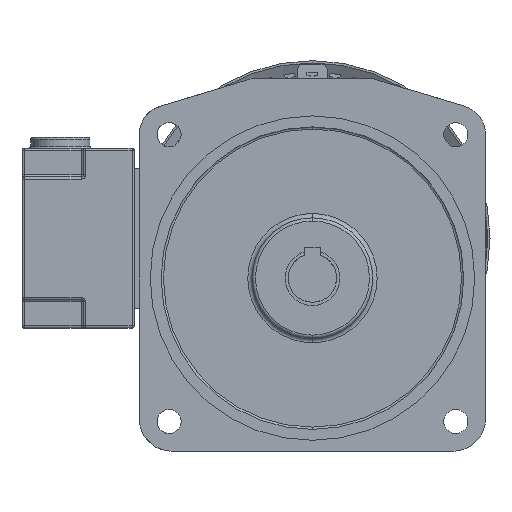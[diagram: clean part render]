
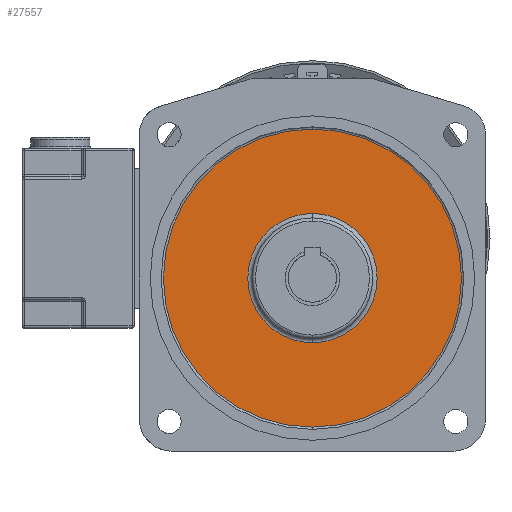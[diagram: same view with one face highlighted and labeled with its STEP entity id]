
A CAD part, front view. The second image highlights one B-rep face of the part: STEP entity #27557.
In plain terms, the highlighted planar face has unit normal (0, -1, 0).
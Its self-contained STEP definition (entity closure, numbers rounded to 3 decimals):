
#1631 = VERTEX_POINT ( 'NONE', #16693 ) ;
#1732 = DIRECTION ( 'NONE',  ( 0., -1., 0. ) ) ;
#2090 = PLANE ( 'NONE',  #13305 ) ;
#2461 = EDGE_CURVE ( 'NONE', #1631, #30299, #22370, .T. ) ;
#3192 = EDGE_CURVE ( 'NONE', #25467, #11079, #17905, .T. ) ;
#3511 = EDGE_LOOP ( 'NONE', ( #16925, #9507 ) ) ;
#3687 = DIRECTION ( 'NONE',  ( 0., 1., 0. ) ) ;
#4639 = DIRECTION ( 'NONE',  ( 0., -1., 0. ) ) ;
#6077 = ORIENTED_EDGE ( 'NONE', *, *, #10200, .F. ) ;
#6667 = CARTESIAN_POINT ( 'NONE',  ( 0., 2., -18.17 ) ) ;
#6748 = DIRECTION ( 'NONE',  ( 0., 0., -1. ) ) ;
#7726 = DIRECTION ( 'NONE',  ( 0., 0., -1. ) ) ;
#8216 = ORIENTED_EDGE ( 'NONE', *, *, #2461, .F. ) ;
#8769 = DIRECTION ( 'NONE',  ( 0., 1., 0. ) ) ;
#9180 = CARTESIAN_POINT ( 'NONE',  ( 0., 2., -18.17 ) ) ;
#9420 = AXIS2_PLACEMENT_3D ( 'NONE', #6667, #4639, #26006 ) ;
#9507 = ORIENTED_EDGE ( 'NONE', *, *, #3192, .F. ) ;
#10200 = EDGE_CURVE ( 'NONE', #30299, #1631, #21296, .T. ) ;
#10486 = CARTESIAN_POINT ( 'NONE',  ( 0., 2., -47.67 ) ) ;
#10878 = EDGE_LOOP ( 'NONE', ( #6077, #8216 ) ) ;
#11079 = VERTEX_POINT ( 'NONE', #23777 ) ;
#13305 = AXIS2_PLACEMENT_3D ( 'NONE', #22978, #30610, #6748 ) ;
#13399 = DIRECTION ( 'NONE',  ( 0., 0., -1. ) ) ;
#13631 = CIRCLE ( 'NONE', #18122, 68. ) ;
#16102 = FACE_BOUND ( 'NONE', #10878, .T. ) ;
#16693 = CARTESIAN_POINT ( 'NONE',  ( 0., 2., 11.33 ) ) ;
#16925 = ORIENTED_EDGE ( 'NONE', *, *, #24266, .F. ) ;
#17905 = CIRCLE ( 'NONE', #29355, 68. ) ;
#18122 = AXIS2_PLACEMENT_3D ( 'NONE', #29566, #3687, #7726 ) ;
#19735 = CARTESIAN_POINT ( 'NONE',  ( 0., 2., 49.83 ) ) ;
#19790 = AXIS2_PLACEMENT_3D ( 'NONE', #9180, #1732, #13399 ) ;
#21296 = CIRCLE ( 'NONE', #19790, 29.5 ) ;
#22370 = CIRCLE ( 'NONE', #9420, 29.5 ) ;
#22978 = CARTESIAN_POINT ( 'NONE',  ( 0., 2., 0. ) ) ;
#23777 = CARTESIAN_POINT ( 'NONE',  ( 0., 2., -86.17 ) ) ;
#24266 = EDGE_CURVE ( 'NONE', #11079, #25467, #13631, .T. ) ;
#25467 = VERTEX_POINT ( 'NONE', #19735 ) ;
#25774 = CARTESIAN_POINT ( 'NONE',  ( 0., 2., -18.17 ) ) ;
#25938 = DIRECTION ( 'NONE',  ( 0., 0., 1. ) ) ;
#26006 = DIRECTION ( 'NONE',  ( 0., 0., 1. ) ) ;
#27557 = ADVANCED_FACE ( 'NONE', ( #28124, #16102 ), #2090, .T. ) ;
#28124 = FACE_OUTER_BOUND ( 'NONE', #3511, .T. ) ;
#29355 = AXIS2_PLACEMENT_3D ( 'NONE', #25774, #8769, #25938 ) ;
#29566 = CARTESIAN_POINT ( 'NONE',  ( 0., 2., -18.17 ) ) ;
#30299 = VERTEX_POINT ( 'NONE', #10486 ) ;
#30610 = DIRECTION ( 'NONE',  ( 0., -1., 0. ) ) ;
